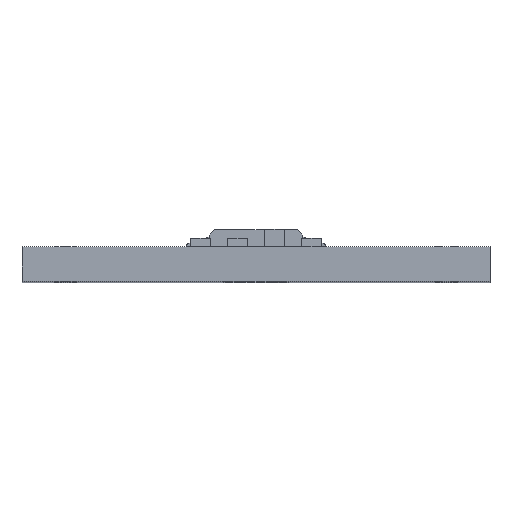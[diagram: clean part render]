
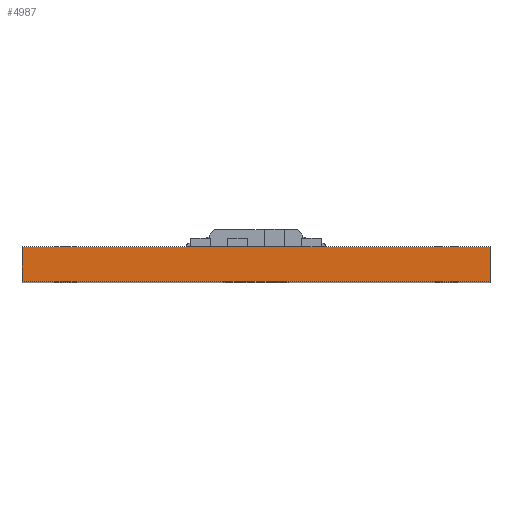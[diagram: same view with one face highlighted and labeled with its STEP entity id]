
A CAD part, top view. The second image highlights one B-rep face of the part: STEP entity #4987.
In plain terms, the highlighted planar face has unit normal (0, 0, 1).
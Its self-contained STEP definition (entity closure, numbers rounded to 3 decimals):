
#284=DIRECTION('',(0.,-1.,0.));
#285=VECTOR('',#284,1.6);
#286=CARTESIAN_POINT('',(-10.75,1.6,15.75));
#287=LINE('',#286,#285);
#304=DIRECTION('',(-1.,0.,0.));
#305=VECTOR('',#304,21.5);
#306=CARTESIAN_POINT('',(10.75,0.,15.75));
#307=LINE('',#306,#305);
#308=DIRECTION('',(0.,-1.,0.));
#309=VECTOR('',#308,1.6);
#310=CARTESIAN_POINT('',(10.75,1.6,15.75));
#311=LINE('',#310,#309);
#324=DIRECTION('',(-1.,0.,0.));
#325=VECTOR('',#324,21.5);
#326=CARTESIAN_POINT('',(10.75,1.6,15.75));
#327=LINE('',#326,#325);
#3604=CARTESIAN_POINT('',(-10.75,0.,15.75));
#3606=VERTEX_POINT('',#3604);
#3608=CARTESIAN_POINT('',(10.75,0.,15.75));
#3609=VERTEX_POINT('',#3608);
#3718=CARTESIAN_POINT('',(-10.75,1.6,15.75));
#3719=VERTEX_POINT('',#3718);
#3722=CARTESIAN_POINT('',(10.75,1.6,15.75));
#3723=VERTEX_POINT('',#3722);
#4975=CARTESIAN_POINT('',(-10.75,0.,15.75));
#4976=DIRECTION('',(0.,0.,1.));
#4977=DIRECTION('',(1.,0.,0.));
#4978=AXIS2_PLACEMENT_3D('',#4975,#4976,#4977);
#4979=PLANE('',#4978);
#4980=ORIENTED_EDGE('',*,*,#4739,.T.);
#4981=ORIENTED_EDGE('',*,*,#4921,.F.);
#4983=ORIENTED_EDGE('',*,*,#4982,.F.);
#4984=ORIENTED_EDGE('',*,*,#4960,.T.);
#4985=EDGE_LOOP('',(#4980,#4981,#4983,#4984));
#4986=FACE_OUTER_BOUND('',#4985,.F.);
#4739=EDGE_CURVE('',#3609,#3606,#307,.T.);
#4921=EDGE_CURVE('',#3719,#3606,#287,.T.);
#4960=EDGE_CURVE('',#3723,#3609,#311,.T.);
#4982=EDGE_CURVE('',#3723,#3719,#327,.T.);
#4987=ADVANCED_FACE('',(#4986),#4979,.T.);
